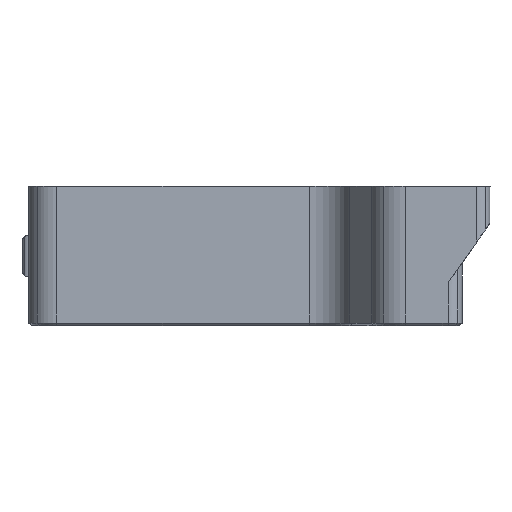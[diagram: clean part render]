
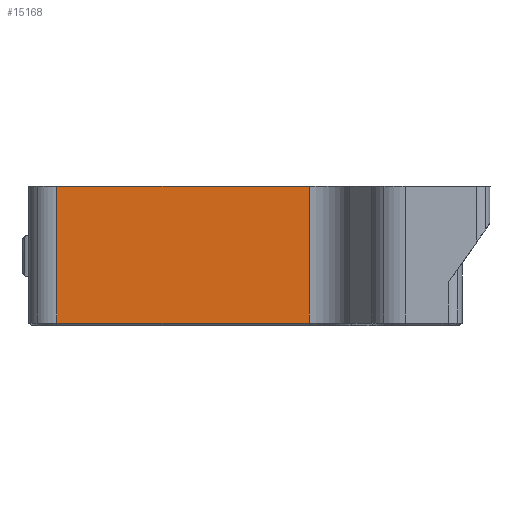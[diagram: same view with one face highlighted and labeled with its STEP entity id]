
A CAD part, front view. The second image highlights one B-rep face of the part: STEP entity #15168.
In plain terms, the highlighted planar face has unit normal (0, -1, 0).
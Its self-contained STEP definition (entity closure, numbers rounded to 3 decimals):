
#694 = VECTOR ( 'NONE', #15338, 1000. ) ;
#1242 = ORIENTED_EDGE ( 'NONE', *, *, #6319, .F. ) ;
#1527 = ORIENTED_EDGE ( 'NONE', *, *, #9900, .T. ) ;
#1680 = LINE ( 'NONE', #7693, #12191 ) ;
#1938 = EDGE_CURVE ( 'NONE', #12006, #3129, #2316, .T. ) ;
#2316 = LINE ( 'NONE', #2724, #694 ) ;
#2724 = CARTESIAN_POINT ( 'NONE',  ( 41.102, -98.3, 20. ) ) ;
#3129 = VERTEX_POINT ( 'NONE', #12827 ) ;
#3383 = ORIENTED_EDGE ( 'NONE', *, *, #11905, .F. ) ;
#3655 = LINE ( 'NONE', #9743, #6106 ) ;
#3957 = CARTESIAN_POINT ( 'NONE',  ( 5., -98.3, 20. ) ) ;
#4145 = DIRECTION ( 'NONE',  ( 1., 0., 0. ) ) ;
#4300 = CARTESIAN_POINT ( 'NONE',  ( 41.102, -98.3, 20. ) ) ;
#4911 = CARTESIAN_POINT ( 'NONE',  ( 41.102, -98.3, 20. ) ) ;
#5672 = CARTESIAN_POINT ( 'NONE',  ( 37.551, -98.3, 20. ) ) ;
#6106 = VECTOR ( 'NONE', #10819, 1000. ) ;
#6319 = EDGE_CURVE ( 'NONE', #15370, #11166, #3655, .T. ) ;
#6703 = DIRECTION ( 'NONE',  ( 0., 1., 0. ) ) ;
#6772 = ORIENTED_EDGE ( 'NONE', *, *, #1938, .F. ) ;
#7693 = CARTESIAN_POINT ( 'NONE',  ( 37.551, -98.3, 0.4 ) ) ;
#9398 = VECTOR ( 'NONE', #15801, 1000. ) ;
#9743 = CARTESIAN_POINT ( 'NONE',  ( 5., -98.3, 20. ) ) ;
#9900 = EDGE_CURVE ( 'NONE', #15370, #3129, #1680, .T. ) ;
#10819 = DIRECTION ( 'NONE',  ( 0., 0., 1. ) ) ;
#11166 = VERTEX_POINT ( 'NONE', #3957 ) ;
#11905 = EDGE_CURVE ( 'NONE', #11166, #12006, #15878, .T. ) ;
#12006 = VERTEX_POINT ( 'NONE', #4911 ) ;
#12191 = VECTOR ( 'NONE', #4145, 1000. ) ;
#12827 = CARTESIAN_POINT ( 'NONE',  ( 41.102, -98.3, 0.4 ) ) ;
#13398 = CARTESIAN_POINT ( 'NONE',  ( 5., -98.3, 0.4 ) ) ;
#13633 = AXIS2_PLACEMENT_3D ( 'NONE', #4300, #6703, #15368 ) ;
#13649 = EDGE_LOOP ( 'NONE', ( #1527, #6772, #3383, #1242 ) ) ;
#14141 = PLANE ( 'NONE',  #13633 ) ;
#14222 = FACE_OUTER_BOUND ( 'NONE', #13649, .T. ) ;
#15168 = ADVANCED_FACE ( 'NONE', ( #14222 ), #14141, .F. ) ;
#15338 = DIRECTION ( 'NONE',  ( 0., 0., -1. ) ) ;
#15368 = DIRECTION ( 'NONE',  ( 1., 0., 0. ) ) ;
#15370 = VERTEX_POINT ( 'NONE', #13398 ) ;
#15801 = DIRECTION ( 'NONE',  ( 1., 0., 0. ) ) ;
#15878 = LINE ( 'NONE', #5672, #9398 ) ;
